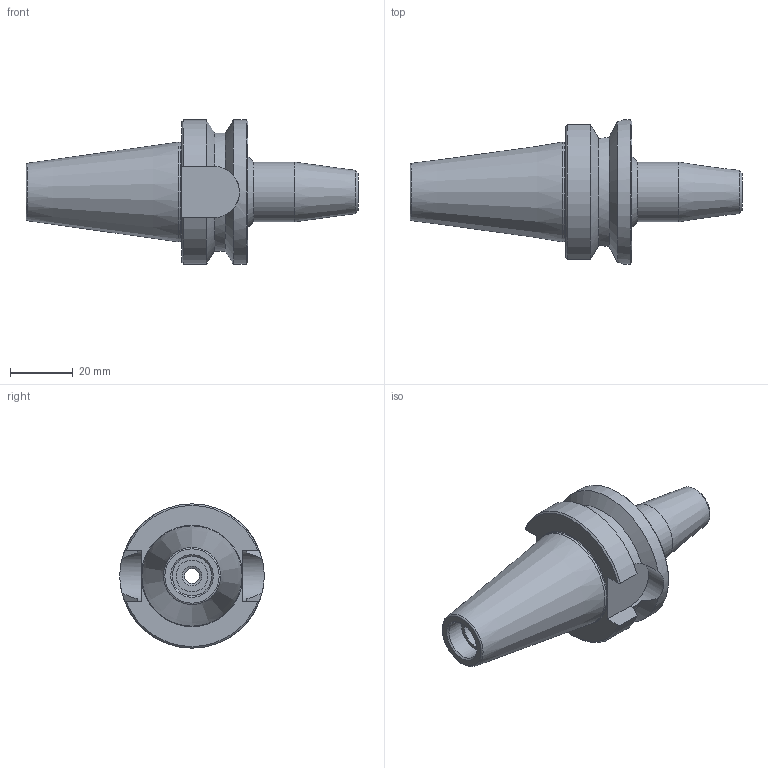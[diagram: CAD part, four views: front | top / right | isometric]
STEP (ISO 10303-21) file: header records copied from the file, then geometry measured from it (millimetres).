
FILE_DESCRIPTION(/* description */ (''),/* implementation_level */ '2;1');
FILE_NAME(/* name */ 'BT30 SF.1875-2.25D.step',/* time_stamp */ '2025-07-02T07:56:35-05:00',/* author */ (''),/* organization */ (''),/* preprocessor_version */ 'ST-DEVELOPER v20.1',/* originating_system */ 'Autodesk Translation Framework v14.10.0.0',/* authorisation */ '');
FILE_SCHEMA (('AUTOMOTIVE_DESIGN { 1 0 10303 214 3 1 1 }'));
Length unit declared in the file: inch
Products named in the file (1): BT30 DUAL CONTACT TEMPLATE FINALIZED
Bounding box: 105.66 x 45.92 x 45.92 mm (x, y, z)
Volume: 55768.2 mm3; surface area: 14716.5 mm2
Topology: 1 solids, 1 shells, 42 faces, 103 edges, 66 vertices
Faces by surface type: cone 14, cylinder 13, plane 13, torus 2
Full cylindrical faces by diameter (mm): 4.762 x1, 6.286 x1, 10.16 x1, 12.548 x1, 19.05 x1, 31.75 x1, 45.923 x1
Entity records: 1357 total; most frequent: CARTESIAN_POINT 304, DIRECTION 225, ORIENTED_EDGE 206, EDGE_CURVE 103, AXIS2_PLACEMENT_3D 95, VERTEX_POINT 66, CIRCLE 52, EDGE_LOOP 47
